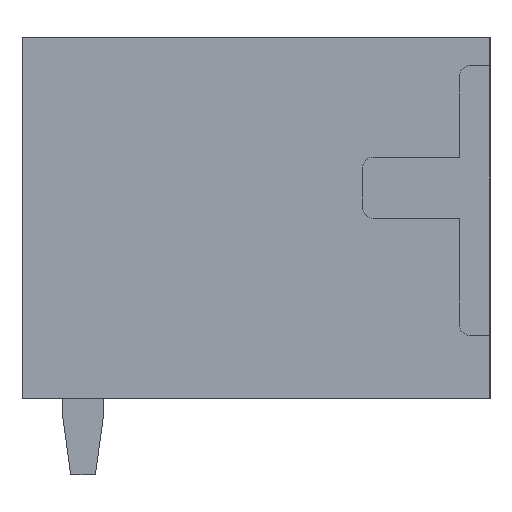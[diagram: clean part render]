
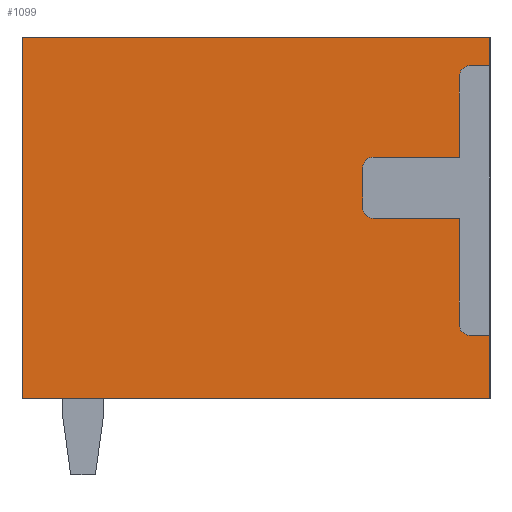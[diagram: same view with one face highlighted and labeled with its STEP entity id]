
A CAD part, left-side view. The second image highlights one B-rep face of the part: STEP entity #1099.
In plain terms, the highlighted planar face has unit normal (-1, 0, 0).
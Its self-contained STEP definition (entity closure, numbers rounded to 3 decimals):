
#992=AXIS2_PLACEMENT_3D('Plane Axis2P3D',#989,#990,#991) ;
#1015=AXIS2_PLACEMENT_3D('Circle Axis2P3D',#1013,#1014,$) ;
#1036=AXIS2_PLACEMENT_3D('Circle Axis2P3D',#1034,#1035,$) ;
#1050=AXIS2_PLACEMENT_3D('Circle Axis2P3D',#1048,#1049,$) ;
#1071=AXIS2_PLACEMENT_3D('Circle Axis2P3D',#1069,#1070,$) ;
#77=CARTESIAN_POINT('Vertex',(0.3,0.,8.6)) ;
#80=CARTESIAN_POINT('Line Origine',(0.3,0.,8.32)) ;
#84=CARTESIAN_POINT('Vertex',(0.3,0.,8.04)) ;
#105=CARTESIAN_POINT('Vertex',(0.3,0.,2.74)) ;
#108=CARTESIAN_POINT('Line Origine',(0.3,0.,2.12)) ;
#112=CARTESIAN_POINT('Vertex',(0.3,0.,1.5)) ;
#973=CARTESIAN_POINT('Vertex',(0.3,9.2,8.6)) ;
#976=CARTESIAN_POINT('Line Origine',(0.3,4.6,8.6)) ;
#989=CARTESIAN_POINT('Axis2P3D Location',(0.3,0.,0.)) ;
#994=CARTESIAN_POINT('Line Origine',(0.3,9.2,5.05)) ;
#998=CARTESIAN_POINT('Vertex',(0.3,9.2,1.5)) ;
#1001=CARTESIAN_POINT('Line Origine',(0.3,4.6,1.5)) ;
#1006=CARTESIAN_POINT('Line Origine',(0.3,0.2,2.74)) ;
#1010=CARTESIAN_POINT('Vertex',(0.3,0.4,2.74)) ;
#1013=CARTESIAN_POINT('Axis2P3D Location',(0.3,0.4,2.94)) ;
#1017=CARTESIAN_POINT('Vertex',(0.3,0.6,2.94)) ;
#1020=CARTESIAN_POINT('Line Origine',(0.3,0.6,3.99)) ;
#1024=CARTESIAN_POINT('Vertex',(0.3,0.6,5.04)) ;
#1027=CARTESIAN_POINT('Line Origine',(0.3,1.45,5.04)) ;
#1031=CARTESIAN_POINT('Vertex',(0.3,2.3,5.04)) ;
#1034=CARTESIAN_POINT('Axis2P3D Location',(0.3,2.3,5.24)) ;
#1038=CARTESIAN_POINT('Vertex',(0.3,2.5,5.24)) ;
#1041=CARTESIAN_POINT('Line Origine',(0.3,2.5,5.64)) ;
#1045=CARTESIAN_POINT('Vertex',(0.3,2.5,6.04)) ;
#1048=CARTESIAN_POINT('Axis2P3D Location',(0.3,2.3,6.04)) ;
#1052=CARTESIAN_POINT('Vertex',(0.3,2.3,6.24)) ;
#1055=CARTESIAN_POINT('Line Origine',(0.3,1.45,6.24)) ;
#1059=CARTESIAN_POINT('Vertex',(0.3,0.6,6.24)) ;
#1062=CARTESIAN_POINT('Line Origine',(0.3,0.6,7.04)) ;
#1066=CARTESIAN_POINT('Vertex',(0.3,0.6,7.84)) ;
#1069=CARTESIAN_POINT('Axis2P3D Location',(0.3,0.4,7.84)) ;
#1073=CARTESIAN_POINT('Vertex',(0.3,0.4,8.04)) ;
#1076=CARTESIAN_POINT('Line Origine',(0.3,0.2,8.04)) ;
#81=DIRECTION('Vector Direction',(0.,0.,-1.)) ;
#109=DIRECTION('Vector Direction',(0.,0.,-1.)) ;
#977=DIRECTION('Vector Direction',(0.,-1.,0.)) ;
#990=DIRECTION('Axis2P3D Direction',(-1.,0.,0.)) ;
#991=DIRECTION('Axis2P3D XDirection',(0.,-1.,0.)) ;
#995=DIRECTION('Vector Direction',(0.,0.,1.)) ;
#1002=DIRECTION('Vector Direction',(0.,1.,0.)) ;
#1007=DIRECTION('Vector Direction',(0.,-1.,0.)) ;
#1014=DIRECTION('Axis2P3D Direction',(-1.,0.,0.)) ;
#1021=DIRECTION('Vector Direction',(0.,0.,-1.)) ;
#1028=DIRECTION('Vector Direction',(0.,-1.,0.)) ;
#1035=DIRECTION('Axis2P3D Direction',(-1.,0.,0.)) ;
#1042=DIRECTION('Vector Direction',(0.,0.,-1.)) ;
#1049=DIRECTION('Axis2P3D Direction',(-1.,0.,0.)) ;
#1056=DIRECTION('Vector Direction',(0.,1.,0.)) ;
#1063=DIRECTION('Vector Direction',(0.,0.,-1.)) ;
#1070=DIRECTION('Axis2P3D Direction',(-1.,0.,0.)) ;
#1077=DIRECTION('Vector Direction',(0.,1.,0.)) ;
#82=VECTOR('Line Direction',#81,1.) ;
#110=VECTOR('Line Direction',#109,1.) ;
#978=VECTOR('Line Direction',#977,1.) ;
#996=VECTOR('Line Direction',#995,1.) ;
#1003=VECTOR('Line Direction',#1002,1.) ;
#1008=VECTOR('Line Direction',#1007,1.) ;
#1022=VECTOR('Line Direction',#1021,1.) ;
#1029=VECTOR('Line Direction',#1028,1.) ;
#1043=VECTOR('Line Direction',#1042,1.) ;
#1057=VECTOR('Line Direction',#1056,1.) ;
#1064=VECTOR('Line Direction',#1063,1.) ;
#1078=VECTOR('Line Direction',#1077,1.) ;
#1082=ORIENTED_EDGE('',*,*,#86,.T.) ;
#1083=ORIENTED_EDGE('',*,*,#980,.T.) ;
#1084=ORIENTED_EDGE('',*,*,#1000,.T.) ;
#1085=ORIENTED_EDGE('',*,*,#1005,.T.) ;
#1086=ORIENTED_EDGE('',*,*,#114,.T.) ;
#1087=ORIENTED_EDGE('',*,*,#1012,.T.) ;
#1088=ORIENTED_EDGE('',*,*,#1019,.T.) ;
#1089=ORIENTED_EDGE('',*,*,#1026,.T.) ;
#1090=ORIENTED_EDGE('',*,*,#1033,.T.) ;
#1091=ORIENTED_EDGE('',*,*,#1040,.T.) ;
#1092=ORIENTED_EDGE('',*,*,#1047,.T.) ;
#1093=ORIENTED_EDGE('',*,*,#1054,.T.) ;
#1094=ORIENTED_EDGE('',*,*,#1061,.T.) ;
#1095=ORIENTED_EDGE('',*,*,#1068,.T.) ;
#1096=ORIENTED_EDGE('',*,*,#1075,.T.) ;
#1097=ORIENTED_EDGE('',*,*,#1080,.T.) ;
#1099=ADVANCED_FACE('HOUSING',(#1098),#993,.T.) ;
#1016=CIRCLE('generated circle',#1015,0.2) ;
#1037=CIRCLE('generated circle',#1036,0.2) ;
#1051=CIRCLE('generated circle',#1050,0.2) ;
#1072=CIRCLE('generated circle',#1071,0.2) ;
#86=EDGE_CURVE('',#85,#78,#83,.F.) ;
#114=EDGE_CURVE('',#113,#106,#111,.F.) ;
#980=EDGE_CURVE('',#78,#974,#979,.F.) ;
#1000=EDGE_CURVE('',#974,#999,#997,.F.) ;
#1005=EDGE_CURVE('',#999,#113,#1004,.F.) ;
#1012=EDGE_CURVE('',#106,#1011,#1009,.F.) ;
#1019=EDGE_CURVE('',#1011,#1018,#1016,.F.) ;
#1026=EDGE_CURVE('',#1018,#1025,#1023,.F.) ;
#1033=EDGE_CURVE('',#1025,#1032,#1030,.F.) ;
#1040=EDGE_CURVE('',#1032,#1039,#1037,.F.) ;
#1047=EDGE_CURVE('',#1039,#1046,#1044,.F.) ;
#1054=EDGE_CURVE('',#1046,#1053,#1051,.F.) ;
#1061=EDGE_CURVE('',#1053,#1060,#1058,.F.) ;
#1068=EDGE_CURVE('',#1060,#1067,#1065,.F.) ;
#1075=EDGE_CURVE('',#1067,#1074,#1072,.F.) ;
#1080=EDGE_CURVE('',#1074,#85,#1079,.F.) ;
#1081=EDGE_LOOP('',(#1082,#1083,#1084,#1085,#1086,#1087,#1088,#1089,#1090,#1091,#1092,#1093,#1094,#1095,#1096,#1097)) ;
#1098=FACE_OUTER_BOUND('',#1081,.T.) ;
#83=LINE('Line',#80,#82) ;
#111=LINE('Line',#108,#110) ;
#979=LINE('Line',#976,#978) ;
#997=LINE('Line',#994,#996) ;
#1004=LINE('Line',#1001,#1003) ;
#1009=LINE('Line',#1006,#1008) ;
#1023=LINE('Line',#1020,#1022) ;
#1030=LINE('Line',#1027,#1029) ;
#1044=LINE('Line',#1041,#1043) ;
#1058=LINE('Line',#1055,#1057) ;
#1065=LINE('Line',#1062,#1064) ;
#1079=LINE('Line',#1076,#1078) ;
#993=PLANE('',#992) ;
#78=VERTEX_POINT('',#77) ;
#85=VERTEX_POINT('',#84) ;
#106=VERTEX_POINT('',#105) ;
#113=VERTEX_POINT('',#112) ;
#974=VERTEX_POINT('',#973) ;
#999=VERTEX_POINT('',#998) ;
#1011=VERTEX_POINT('',#1010) ;
#1018=VERTEX_POINT('',#1017) ;
#1025=VERTEX_POINT('',#1024) ;
#1032=VERTEX_POINT('',#1031) ;
#1039=VERTEX_POINT('',#1038) ;
#1046=VERTEX_POINT('',#1045) ;
#1053=VERTEX_POINT('',#1052) ;
#1060=VERTEX_POINT('',#1059) ;
#1067=VERTEX_POINT('',#1066) ;
#1074=VERTEX_POINT('',#1073) ;
